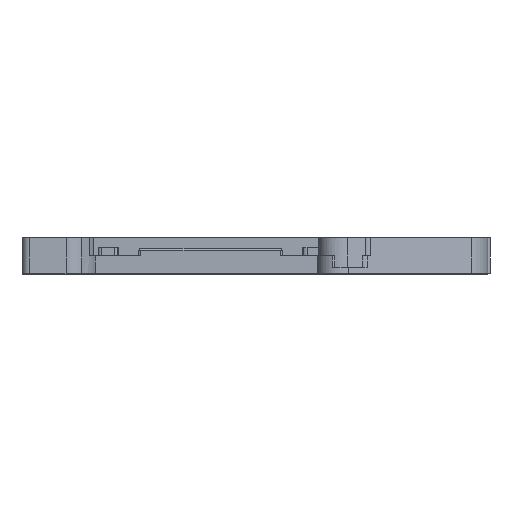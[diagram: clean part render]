
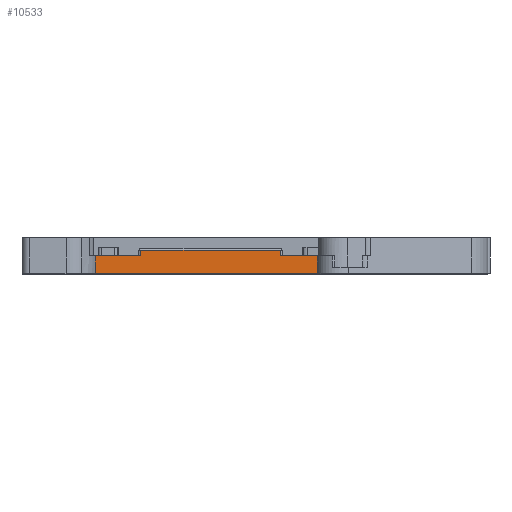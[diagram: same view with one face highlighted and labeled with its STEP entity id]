
A CAD part, front view. The second image highlights one B-rep face of the part: STEP entity #10533.
In plain terms, the highlighted planar face has unit normal (0, -1, 0).
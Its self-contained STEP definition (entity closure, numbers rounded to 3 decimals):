
#268 = CARTESIAN_POINT ( 'NONE',  ( -17.007, 0., 2.6 ) ) ;
#538 = ORIENTED_EDGE ( 'NONE', *, *, #17243, .F. ) ;
#936 = ORIENTED_EDGE ( 'NONE', *, *, #6428, .F. ) ;
#1003 = LINE ( 'NONE', #4304, #21522 ) ;
#1044 = CARTESIAN_POINT ( 'NONE',  ( -13.526, 0., 2.6 ) ) ;
#1121 = ORIENTED_EDGE ( 'NONE', *, *, #3937, .F. ) ;
#1515 = VECTOR ( 'NONE', #8968, 1000. ) ;
#1857 = VERTEX_POINT ( 'NONE', #14813 ) ;
#2055 = CARTESIAN_POINT ( 'NONE',  ( -19.919, 0., 2.6 ) ) ;
#2242 = ORIENTED_EDGE ( 'NONE', *, *, #11581, .T. ) ;
#2484 = DIRECTION ( 'NONE',  ( -1., 0., 0. ) ) ;
#2596 = ORIENTED_EDGE ( 'NONE', *, *, #16162, .F. ) ;
#2746 = VERTEX_POINT ( 'NONE', #21226 ) ;
#2781 = VECTOR ( 'NONE', #14477, 1000. ) ;
#2928 = CARTESIAN_POINT ( 'NONE',  ( -18.607, 0., 2.6 ) ) ;
#2990 = ORIENTED_EDGE ( 'NONE', *, *, #11064, .T. ) ;
#3206 = AXIS2_PLACEMENT_3D ( 'NONE', #8404, #17467, #6133 ) ;
#3372 = VECTOR ( 'NONE', #7367, 1000. ) ;
#3479 = VERTEX_POINT ( 'NONE', #268 ) ;
#3659 = CARTESIAN_POINT ( 'NONE',  ( 15.352, 0., 0.15 ) ) ;
#3668 = EDGE_LOOP ( 'NONE', ( #17496, #936, #15815, #9131, #10127, #2990, #1121, #2242, #19444, #7851, #21869, #5659, #2596, #13771, #538, #6338 ) ) ;
#3792 = EDGE_CURVE ( 'NONE', #9905, #9514, #6902, .T. ) ;
#3923 = VECTOR ( 'NONE', #21009, 1000. ) ;
#3937 = EDGE_CURVE ( 'NONE', #2746, #12598, #22128, .T. ) ;
#4028 = DIRECTION ( 'NONE',  ( 1., 0., 0. ) ) ;
#4304 = CARTESIAN_POINT ( 'NONE',  ( -9.821, 0., 3.4 ) ) ;
#4586 = VERTEX_POINT ( 'NONE', #19577 ) ;
#4609 = CARTESIAN_POINT ( 'NONE',  ( 15.263, 0., 2.6 ) ) ;
#4706 = VECTOR ( 'NONE', #15228, 1000. ) ;
#4876 = CARTESIAN_POINT ( 'NONE',  ( -14.728, 0., 2.6 ) ) ;
#5339 = LINE ( 'NONE', #21206, #1515 ) ;
#5659 = ORIENTED_EDGE ( 'NONE', *, *, #6591, .T. ) ;
#5703 = VECTOR ( 'NONE', #9665, 1000. ) ;
#5831 = LINE ( 'NONE', #6283, #3923 ) ;
#5837 = CARTESIAN_POINT ( 'NONE',  ( -19.919, 0., 2.6 ) ) ;
#5899 = VERTEX_POINT ( 'NONE', #12565 ) ;
#6133 = DIRECTION ( 'NONE',  ( 1., 0., 0. ) ) ;
#6283 = CARTESIAN_POINT ( 'NONE',  ( -14.728, 0., 2.6 ) ) ;
#6338 = ORIENTED_EDGE ( 'NONE', *, *, #16114, .F. ) ;
#6428 = EDGE_CURVE ( 'NONE', #15024, #14983, #9527, .T. ) ;
#6591 = EDGE_CURVE ( 'NONE', #14655, #3479, #19733, .T. ) ;
#6636 = CARTESIAN_POINT ( 'NONE',  ( -9.821, 0., 3.7 ) ) ;
#6803 = CARTESIAN_POINT ( 'NONE',  ( -19.919, 0., 34.293 ) ) ;
#6902 = LINE ( 'NONE', #7142, #9965 ) ;
#6917 = CARTESIAN_POINT ( 'NONE',  ( -14.728, 0., 2.6 ) ) ;
#7142 = CARTESIAN_POINT ( 'NONE',  ( -14.728, 0., 2.6 ) ) ;
#7212 = VECTOR ( 'NONE', #16343, 1000. ) ;
#7367 = DIRECTION ( 'NONE',  ( 1., 0., 0. ) ) ;
#7550 = EDGE_CURVE ( 'NONE', #12657, #15024, #21971, .T. ) ;
#7721 = DIRECTION ( 'NONE',  ( -1., 0., 0. ) ) ;
#7736 = LINE ( 'NONE', #15103, #4706 ) ;
#7753 = CARTESIAN_POINT ( 'NONE',  ( 9.677, 0., 3.7 ) ) ;
#7851 = ORIENTED_EDGE ( 'NONE', *, *, #13184, .T. ) ;
#8096 = LINE ( 'NONE', #6636, #23301 ) ;
#8404 = CARTESIAN_POINT ( 'NONE',  ( -19.919, 0., 34.293 ) ) ;
#8620 = DIRECTION ( 'NONE',  ( 0., 0., -1. ) ) ;
#8968 = DIRECTION ( 'NONE',  ( -1., 0., 0. ) ) ;
#9131 = ORIENTED_EDGE ( 'NONE', *, *, #15084, .T. ) ;
#9165 = CARTESIAN_POINT ( 'NONE',  ( 15.352, 0., 5.15 ) ) ;
#9514 = VERTEX_POINT ( 'NONE', #16366 ) ;
#9527 = LINE ( 'NONE', #13389, #20096 ) ;
#9665 = DIRECTION ( 'NONE',  ( 1., 0., 0. ) ) ;
#9905 = VERTEX_POINT ( 'NONE', #2928 ) ;
#9965 = VECTOR ( 'NONE', #12693, 1000. ) ;
#10127 = ORIENTED_EDGE ( 'NONE', *, *, #11227, .F. ) ;
#10286 = VECTOR ( 'NONE', #4028, 1000. ) ;
#10309 = LINE ( 'NONE', #6917, #7212 ) ;
#10533 = ADVANCED_FACE ( 'NONE', ( #21093 ), #15317, .F. ) ;
#10860 = VECTOR ( 'NONE', #15990, 1000. ) ;
#11027 = VERTEX_POINT ( 'NONE', #12352 ) ;
#11064 = EDGE_CURVE ( 'NONE', #11027, #12598, #10309, .T. ) ;
#11151 = VECTOR ( 'NONE', #8620, 1000. ) ;
#11227 = EDGE_CURVE ( 'NONE', #11027, #20594, #22378, .T. ) ;
#11581 = EDGE_CURVE ( 'NONE', #2746, #5899, #1003, .T. ) ;
#11597 = LINE ( 'NONE', #2055, #5703 ) ;
#11716 = VECTOR ( 'NONE', #23400, 1000. ) ;
#12066 = CARTESIAN_POINT ( 'NONE',  ( -20.119, 0., 34.293 ) ) ;
#12352 = CARTESIAN_POINT ( 'NONE',  ( 13.382, 0., 2.6 ) ) ;
#12438 = CARTESIAN_POINT ( 'NONE',  ( -19.919, 0., 5.15 ) ) ;
#12565 = CARTESIAN_POINT ( 'NONE',  ( -9.821, 0., 3.4 ) ) ;
#12598 = VERTEX_POINT ( 'NONE', #20042 ) ;
#12657 = VERTEX_POINT ( 'NONE', #14856 ) ;
#12693 = DIRECTION ( 'NONE',  ( -1., 0., 0. ) ) ;
#12826 = DIRECTION ( 'NONE',  ( 0., 0., -1. ) ) ;
#13184 = EDGE_CURVE ( 'NONE', #1857, #21027, #5339, .T. ) ;
#13389 = CARTESIAN_POINT ( 'NONE',  ( -15.352, 0., 0.15 ) ) ;
#13771 = ORIENTED_EDGE ( 'NONE', *, *, #3792, .T. ) ;
#14477 = DIRECTION ( 'NONE',  ( 0., 0., -1. ) ) ;
#14490 = LINE ( 'NONE', #12438, #3372 ) ;
#14576 = VECTOR ( 'NONE', #12826, 1000. ) ;
#14655 = VERTEX_POINT ( 'NONE', #15394 ) ;
#14813 = CARTESIAN_POINT ( 'NONE',  ( -9.821, 0., 2.6 ) ) ;
#14856 = CARTESIAN_POINT ( 'NONE',  ( 15.352, 0., 2.6 ) ) ;
#14983 = VERTEX_POINT ( 'NONE', #23572 ) ;
#15024 = VERTEX_POINT ( 'NONE', #3659 ) ;
#15084 = EDGE_CURVE ( 'NONE', #12657, #20594, #5831, .T. ) ;
#15103 = CARTESIAN_POINT ( 'NONE',  ( -19.919, 0., 2.6 ) ) ;
#15228 = DIRECTION ( 'NONE',  ( 1., 0., 0. ) ) ;
#15317 = PLANE ( 'NONE',  #3206 ) ;
#15394 = CARTESIAN_POINT ( 'NONE',  ( -15.408, 0., 2.6 ) ) ;
#15815 = ORIENTED_EDGE ( 'NONE', *, *, #7550, .F. ) ;
#15977 = LINE ( 'NONE', #6803, #11151 ) ;
#15990 = DIRECTION ( 'NONE',  ( -1., 0., 0. ) ) ;
#16114 = EDGE_CURVE ( 'NONE', #4586, #17189, #14490, .T. ) ;
#16162 = EDGE_CURVE ( 'NONE', #9905, #3479, #11597, .T. ) ;
#16343 = DIRECTION ( 'NONE',  ( -1., 0., 0. ) ) ;
#16366 = CARTESIAN_POINT ( 'NONE',  ( -19.919, 0., 2.6 ) ) ;
#17189 = VERTEX_POINT ( 'NONE', #19603 ) ;
#17243 = EDGE_CURVE ( 'NONE', #17189, #9514, #15977, .T. ) ;
#17467 = DIRECTION ( 'NONE',  ( 0., 1., 0. ) ) ;
#17496 = ORIENTED_EDGE ( 'NONE', *, *, #22095, .T. ) ;
#19430 = LINE ( 'NONE', #12066, #11716 ) ;
#19444 = ORIENTED_EDGE ( 'NONE', *, *, #22929, .T. ) ;
#19577 = CARTESIAN_POINT ( 'NONE',  ( -20.119, 0., 5.15 ) ) ;
#19603 = CARTESIAN_POINT ( 'NONE',  ( -19.919, 0., 5.15 ) ) ;
#19733 = LINE ( 'NONE', #4876, #10860 ) ;
#20042 = CARTESIAN_POINT ( 'NONE',  ( 9.677, 0., 2.6 ) ) ;
#20096 = VECTOR ( 'NONE', #7721, 1000. ) ;
#20594 = VERTEX_POINT ( 'NONE', #4609 ) ;
#20866 = EDGE_CURVE ( 'NONE', #14655, #21027, #7736, .T. ) ;
#21009 = DIRECTION ( 'NONE',  ( -1., 0., 0. ) ) ;
#21027 = VERTEX_POINT ( 'NONE', #1044 ) ;
#21093 = FACE_OUTER_BOUND ( 'NONE', #3668, .T. ) ;
#21132 = DIRECTION ( 'NONE',  ( 0., 0., -1. ) ) ;
#21206 = CARTESIAN_POINT ( 'NONE',  ( -14.728, 0., 2.6 ) ) ;
#21226 = CARTESIAN_POINT ( 'NONE',  ( 9.677, 0., 3.4 ) ) ;
#21522 = VECTOR ( 'NONE', #2484, 1000. ) ;
#21869 = ORIENTED_EDGE ( 'NONE', *, *, #20866, .F. ) ;
#21971 = LINE ( 'NONE', #9165, #2781 ) ;
#22095 = EDGE_CURVE ( 'NONE', #4586, #14983, #19430, .T. ) ;
#22128 = LINE ( 'NONE', #7753, #14576 ) ;
#22378 = LINE ( 'NONE', #5837, #10286 ) ;
#22929 = EDGE_CURVE ( 'NONE', #5899, #1857, #8096, .T. ) ;
#23301 = VECTOR ( 'NONE', #21132, 1000. ) ;
#23400 = DIRECTION ( 'NONE',  ( 0., 0., -1. ) ) ;
#23572 = CARTESIAN_POINT ( 'NONE',  ( -20.119, 0., 0.15 ) ) ;
